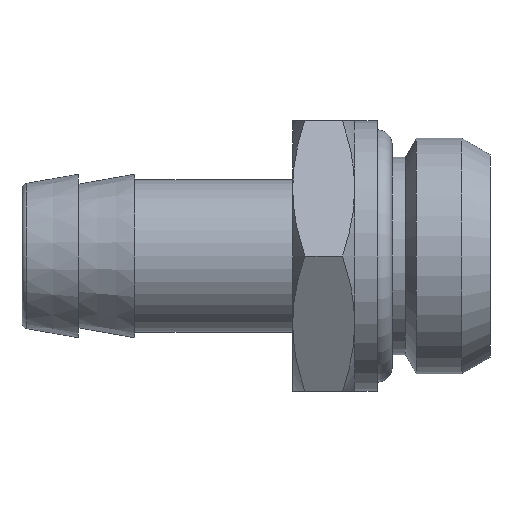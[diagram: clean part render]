
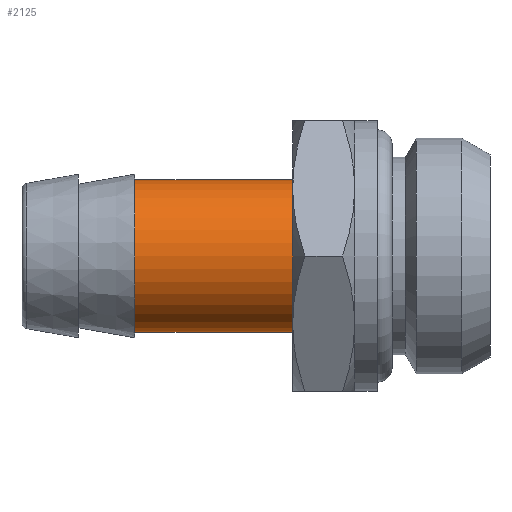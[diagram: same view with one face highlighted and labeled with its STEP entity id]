
A CAD part, left-side view. The second image highlights one B-rep face of the part: STEP entity #2125.
In plain terms, the highlighted cylindrical face has radius 6.75 mm (diameter 13.5 mm), a partial arc.
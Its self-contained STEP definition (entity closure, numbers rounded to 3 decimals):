
#56 = LINE ( 'NONE', #1727, #1009 ) ;
#157 = ORIENTED_EDGE ( 'NONE', *, *, #311, .F. ) ;
#177 = AXIS2_PLACEMENT_3D ( 'NONE', #256, #1590, #451 ) ;
#224 = CARTESIAN_POINT ( 'NONE',  ( 0., 17.5, 0. ) ) ;
#256 = CARTESIAN_POINT ( 'NONE',  ( 0., 31.5, 0. ) ) ;
#292 = ORIENTED_EDGE ( 'NONE', *, *, #326, .F. ) ;
#311 = EDGE_CURVE ( 'NONE', #572, #1441, #56, .T. ) ;
#326 = EDGE_CURVE ( 'NONE', #1441, #2360, #1520, .T. ) ;
#421 = DIRECTION ( 'NONE',  ( 0., 0., -1. ) ) ;
#451 = DIRECTION ( 'NONE',  ( 0., 0., -1. ) ) ;
#484 = AXIS2_PLACEMENT_3D ( 'NONE', #224, #1561, #421 ) ;
#572 = VERTEX_POINT ( 'NONE', #1266 ) ;
#625 = EDGE_CURVE ( 'NONE', #2257, #2360, #1033, .T. ) ;
#982 = DIRECTION ( 'NONE',  ( 0., 0., -1. ) ) ;
#1009 = VECTOR ( 'NONE', #2127, 1000. ) ;
#1027 = CARTESIAN_POINT ( 'NONE',  ( 0., 17.5, -6.75 ) ) ;
#1033 = LINE ( 'NONE', #1281, #1544 ) ;
#1180 = CARTESIAN_POINT ( 'NONE',  ( 0., 0., 0. ) ) ;
#1266 = CARTESIAN_POINT ( 'NONE',  ( 0., 31.5, 6.75 ) ) ;
#1281 = CARTESIAN_POINT ( 'NONE',  ( 0., 0., -6.75 ) ) ;
#1441 = VERTEX_POINT ( 'NONE', #1446 ) ;
#1446 = CARTESIAN_POINT ( 'NONE',  ( 0., 17.5, 6.75 ) ) ;
#1520 = CIRCLE ( 'NONE', #484, 6.75 ) ;
#1544 = VECTOR ( 'NONE', #2414, 1000. ) ;
#1561 = DIRECTION ( 'NONE',  ( 0., -1., 0. ) ) ;
#1590 = DIRECTION ( 'NONE',  ( 0., -1., 0. ) ) ;
#1620 = ORIENTED_EDGE ( 'NONE', *, *, #625, .T. ) ;
#1671 = EDGE_LOOP ( 'NONE', ( #157, #2058, #1620, #292 ) ) ;
#1727 = CARTESIAN_POINT ( 'NONE',  ( 0., 0., 6.75 ) ) ;
#1732 = AXIS2_PLACEMENT_3D ( 'NONE', #1180, #2120, #982 ) ;
#1792 = EDGE_CURVE ( 'NONE', #572, #2257, #2267, .T. ) ;
#1976 = CARTESIAN_POINT ( 'NONE',  ( 0., 31.5, -6.75 ) ) ;
#2058 = ORIENTED_EDGE ( 'NONE', *, *, #1792, .T. ) ;
#2105 = FACE_OUTER_BOUND ( 'NONE', #1671, .T. ) ;
#2120 = DIRECTION ( 'NONE',  ( 0., -1., 0. ) ) ;
#2125 = ADVANCED_FACE ( 'NONE', ( #2105 ), #2371, .T. ) ;
#2127 = DIRECTION ( 'NONE',  ( 0., -1., 0. ) ) ;
#2257 = VERTEX_POINT ( 'NONE', #1976 ) ;
#2267 = CIRCLE ( 'NONE', #177, 6.75 ) ;
#2360 = VERTEX_POINT ( 'NONE', #1027 ) ;
#2371 = CYLINDRICAL_SURFACE ( 'NONE', #1732, 6.75 ) ;
#2414 = DIRECTION ( 'NONE',  ( 0., -1., 0. ) ) ;
